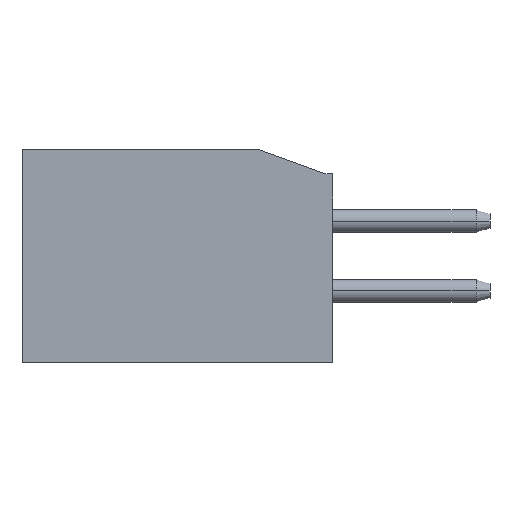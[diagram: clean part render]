
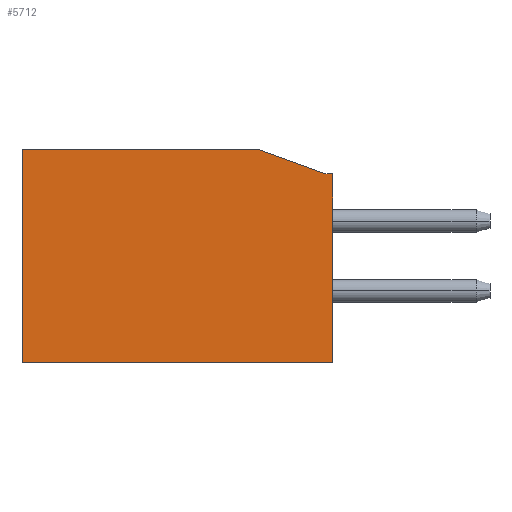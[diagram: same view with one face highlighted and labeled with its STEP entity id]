
A CAD part, left-side view. The second image highlights one B-rep face of the part: STEP entity #5712.
In plain terms, the highlighted planar face has unit normal (-1, 0, 0).
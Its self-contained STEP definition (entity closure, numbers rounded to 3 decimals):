
#13=DIRECTION('',(0.,0.,1.));
#14=VECTOR('',#13,6.1);
#15=CARTESIAN_POINT('',(-9.3,8.7,-3.05));
#16=LINE('',#15,#14);
#205=DIRECTION('',(0.,1.,0.));
#206=VECTOR('',#205,6.777);
#207=CARTESIAN_POINT('',(-9.3,1.923,3.05));
#208=LINE('',#207,#206);
#873=DIRECTION('',(0.,-1.,0.));
#874=VECTOR('',#873,8.9);
#875=CARTESIAN_POINT('',(-9.3,8.7,-3.05));
#876=LINE('',#875,#874);
#1049=DIRECTION('',(0.,0.,-1.));
#1050=VECTOR('',#1049,5.4);
#1051=CARTESIAN_POINT('',(-9.3,-0.2,2.35));
#1052=LINE('',#1051,#1050);
#1773=DIRECTION('',(0.,0.94,0.342));
#1774=VECTOR('',#1773,2.047);
#1775=CARTESIAN_POINT('',(-9.3,0.,2.35));
#1776=LINE('',#1775,#1774);
#1777=DIRECTION('',(0.,-1.,0.));
#1778=VECTOR('',#1777,0.2);
#1779=CARTESIAN_POINT('',(-9.3,0.,2.35));
#1780=LINE('',#1779,#1778);
#2569=CARTESIAN_POINT('',(-9.3,8.7,-3.05));
#2570=CARTESIAN_POINT('',(-9.3,8.7,3.05));
#2571=VERTEX_POINT('',#2569);
#2572=VERTEX_POINT('',#2570);
#2597=CARTESIAN_POINT('',(-9.3,1.923,3.05));
#2598=VERTEX_POINT('',#2597);
#2645=CARTESIAN_POINT('',(-9.3,-0.2,2.35));
#2646=CARTESIAN_POINT('',(-9.3,-0.2,-3.05));
#2647=VERTEX_POINT('',#2645);
#2648=VERTEX_POINT('',#2646);
#2653=CARTESIAN_POINT('',(-9.3,0.,2.35));
#2654=VERTEX_POINT('',#2653);
#5699=CARTESIAN_POINT('',(-9.3,0.,-3.05));
#5700=DIRECTION('',(-1.,0.,0.));
#5701=DIRECTION('',(0.,0.,1.));
#5702=AXIS2_PLACEMENT_3D('',#5699,#5700,#5701);
#5703=PLANE('',#5702);
#5704=ORIENTED_EDGE('',*,*,#3670,.F.);
#5705=ORIENTED_EDGE('',*,*,#4574,.T.);
#5706=ORIENTED_EDGE('',*,*,#4407,.T.);
#5707=ORIENTED_EDGE('',*,*,#4210,.F.);
#5708=ORIENTED_EDGE('',*,*,#3312,.T.);
#5709=ORIENTED_EDGE('',*,*,#3648,.F.);
#5710=EDGE_LOOP('',(#5704,#5705,#5706,#5707,#5708,#5709));
#5711=FACE_OUTER_BOUND('',#5710,.F.);
#3312=EDGE_CURVE('',#2571,#2572,#16,.T.);
#3648=EDGE_CURVE('',#2598,#2572,#208,.T.);
#3670=EDGE_CURVE('',#2654,#2598,#1776,.T.);
#4210=EDGE_CURVE('',#2571,#2648,#876,.T.);
#4407=EDGE_CURVE('',#2647,#2648,#1052,.T.);
#4574=EDGE_CURVE('',#2654,#2647,#1780,.T.);
#5712=ADVANCED_FACE('',(#5711),#5703,.T.);
